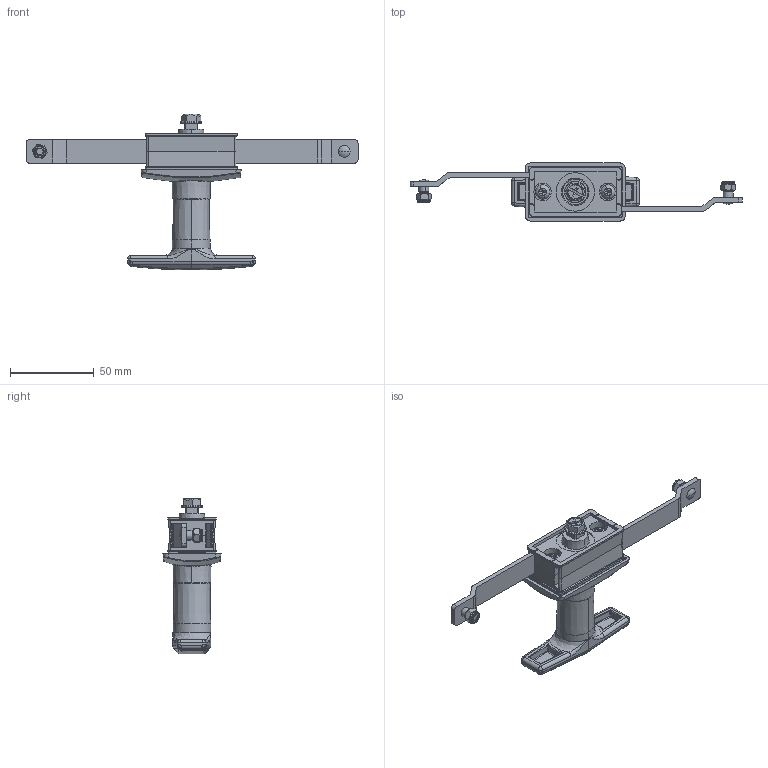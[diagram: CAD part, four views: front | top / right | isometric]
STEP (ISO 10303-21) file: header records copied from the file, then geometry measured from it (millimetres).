
FILE_DESCRIPTION (( 'STEP AP203' ), '1' );
FILE_NAME ('KI137.2.31.00.Z.STEP', '2022-07-20T13:51:25', ( '' ), ( '' ), 'SwSTEP 2.0', 'SolidWorks 2021', '' );
FILE_SCHEMA (( 'CONFIG_CONTROL_DESIGN' ));
Length unit declared in the file: millimetre
Products named in the file (1): KI137.2.31.00.Z
Bounding box: 198.5 x 34.69 x 93.18 mm (x, y, z)
Surface area: 28334.5 mm2 (no closed solid volume)
Topology: 0 solids, 25 shells, 459 faces, 1349 edges, 893 vertices
Faces by surface type: plane 180, cylinder 130, bspline 100, cone 25, torus 24
Entity records: 21340 total; most frequent: CARTESIAN_POINT 10546, ORIENTED_EDGE 2355, DIRECTION 1804, EDGE_CURVE 1333, VERTEX_POINT 893, AXIS2_PLACEMENT_3D 639, VECTOR 526, LINE 526
